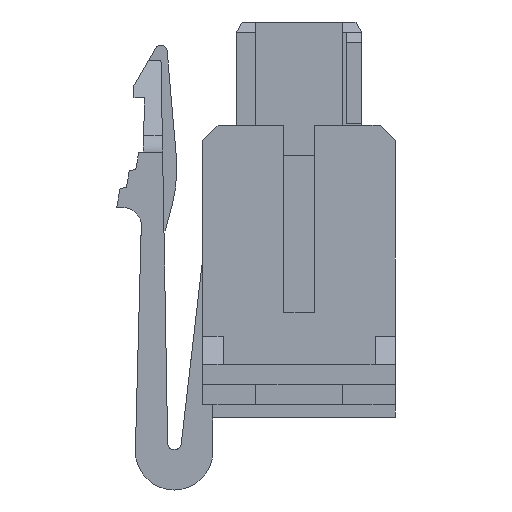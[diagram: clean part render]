
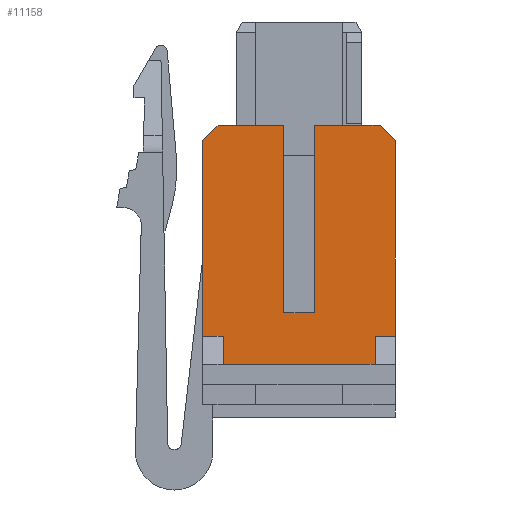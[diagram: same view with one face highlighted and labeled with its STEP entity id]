
A CAD part, left-side view. The second image highlights one B-rep face of the part: STEP entity #11158.
In plain terms, the highlighted planar face has unit normal (-1, 0, 0).
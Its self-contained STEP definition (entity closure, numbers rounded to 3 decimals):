
#146=PLANE('',#11590);
#583=LINE('',#14338,#1794);
#676=LINE('',#14524,#1887);
#809=LINE('',#14792,#2020);
#816=LINE('',#14805,#2027);
#1087=LINE('',#15306,#2298);
#1088=LINE('',#15307,#2299);
#1089=LINE('',#15309,#2300);
#1090=LINE('',#15311,#2301);
#1091=LINE('',#15312,#2302);
#1092=LINE('',#15313,#2303);
#1093=LINE('',#15315,#2304);
#1094=LINE('',#15317,#2305);
#1095=LINE('',#15319,#2306);
#1096=LINE('',#15321,#2307);
#1794=VECTOR('',#12151,1000.);
#1887=VECTOR('',#12252,1000.);
#2020=VECTOR('',#12411,1000.);
#2027=VECTOR('',#12420,1000.);
#2298=VECTOR('',#12837,1000.);
#2299=VECTOR('',#12838,1000.);
#2300=VECTOR('',#12839,1000.);
#2301=VECTOR('',#12840,1000.);
#2302=VECTOR('',#12841,1000.);
#2303=VECTOR('',#12842,1000.);
#2304=VECTOR('',#12843,1000.);
#2305=VECTOR('',#12844,1000.);
#2306=VECTOR('',#12845,1000.);
#2307=VECTOR('',#12846,1000.);
#3728=ORIENTED_EDGE('',*,*,#5610,.F.);
#3729=ORIENTED_EDGE('',*,*,#6021,.T.);
#3730=ORIENTED_EDGE('',*,*,#5743,.F.);
#3731=ORIENTED_EDGE('',*,*,#6022,.T.);
#3732=ORIENTED_EDGE('',*,*,#6023,.T.);
#3733=ORIENTED_EDGE('',*,*,#6024,.F.);
#3734=ORIENTED_EDGE('',*,*,#5750,.F.);
#3735=ORIENTED_EDGE('',*,*,#6025,.T.);
#3736=ORIENTED_EDGE('',*,*,#5517,.F.);
#3737=ORIENTED_EDGE('',*,*,#6026,.T.);
#3738=ORIENTED_EDGE('',*,*,#6027,.T.);
#3739=ORIENTED_EDGE('',*,*,#6028,.T.);
#3740=ORIENTED_EDGE('',*,*,#6029,.F.);
#3741=ORIENTED_EDGE('',*,*,#6030,.T.);
#5517=EDGE_CURVE('',#6733,#6734,#583,.T.);
#5610=EDGE_CURVE('',#6822,#6823,#676,.T.);
#5743=EDGE_CURVE('',#6945,#6946,#809,.T.);
#5750=EDGE_CURVE('',#6949,#6950,#816,.T.);
#6021=EDGE_CURVE('',#6822,#6946,#1087,.T.);
#6022=EDGE_CURVE('',#6945,#7107,#1088,.T.);
#6023=EDGE_CURVE('',#7107,#7108,#1089,.T.);
#6024=EDGE_CURVE('',#6950,#7108,#1090,.T.);
#6025=EDGE_CURVE('',#6949,#6734,#1091,.T.);
#6026=EDGE_CURVE('',#6733,#7109,#1092,.T.);
#6027=EDGE_CURVE('',#7109,#7110,#1093,.T.);
#6028=EDGE_CURVE('',#7110,#7111,#1094,.T.);
#6029=EDGE_CURVE('',#7112,#7111,#1095,.T.);
#6030=EDGE_CURVE('',#7112,#6823,#1096,.T.);
#6733=VERTEX_POINT('',#14337);
#6734=VERTEX_POINT('',#14339);
#6822=VERTEX_POINT('',#14523);
#6823=VERTEX_POINT('',#14525);
#6945=VERTEX_POINT('',#14793);
#6946=VERTEX_POINT('',#14794);
#6949=VERTEX_POINT('',#14804);
#6950=VERTEX_POINT('',#14806);
#7107=VERTEX_POINT('',#15308);
#7108=VERTEX_POINT('',#15310);
#7109=VERTEX_POINT('',#15314);
#7110=VERTEX_POINT('',#15316);
#7111=VERTEX_POINT('',#15318);
#7112=VERTEX_POINT('',#15320);
#7527=EDGE_LOOP('',(#3728,#3729,#3730,#3731,#3732,#3733,#3734,#3735,#3736,
#3737,#3738,#3739,#3740,#3741));
#7938=FACE_BOUND('',#7527,.T.);
#11158=ADVANCED_FACE('',(#7938),#146,.T.);
#11590=AXIS2_PLACEMENT_3D('',#15305,#12835,#12836);
#12151=DIRECTION('',(0.,0.,1.));
#12252=DIRECTION('',(0.,0.,-1.));
#12411=DIRECTION('',(0.,-1.,0.));
#12420=DIRECTION('',(0.,-1.,0.));
#12835=DIRECTION('',(-1.,0.,0.));
#12836=DIRECTION('',(0.,0.,1.));
#12837=DIRECTION('',(0.,0.707,0.707));
#12838=DIRECTION('',(0.,0.,-1.));
#12839=DIRECTION('',(0.,1.,0.));
#12840=DIRECTION('',(0.,0.,-1.));
#12841=DIRECTION('',(0.,0.707,-0.707));
#12842=DIRECTION('',(0.,-1.,0.));
#12843=DIRECTION('',(0.,0.,-1.));
#12844=DIRECTION('',(0.,-1.,0.));
#12845=DIRECTION('',(0.,0.,-1.));
#12846=DIRECTION('',(0.,-1.,0.));
#14337=CARTESIAN_POINT('',(-9.625,4.75,-15.514));
#14338=CARTESIAN_POINT('',(-9.625,4.75,-19.5));
#14339=CARTESIAN_POINT('',(-9.625,4.75,-5.85));
#14523=CARTESIAN_POINT('',(-9.625,-4.75,-5.85));
#14524=CARTESIAN_POINT('',(-9.625,-4.75,-19.5));
#14525=CARTESIAN_POINT('',(-9.625,-4.75,-15.514));
#14792=CARTESIAN_POINT('',(-9.625,10.,-5.1));
#14793=CARTESIAN_POINT('',(-9.625,-0.75,-5.1));
#14794=CARTESIAN_POINT('',(-9.625,-4.,-5.1));
#14804=CARTESIAN_POINT('',(-9.625,4.,-5.1));
#14805=CARTESIAN_POINT('',(-9.625,10.,-5.1));
#14806=CARTESIAN_POINT('',(-9.625,0.75,-5.1));
#15305=CARTESIAN_POINT('',(-9.625,10.,-5.1));
#15306=CARTESIAN_POINT('',(-9.625,3.,1.9));
#15307=CARTESIAN_POINT('',(-9.625,-0.75,-5.1));
#15308=CARTESIAN_POINT('',(-9.625,-0.75,-14.35));
#15309=CARTESIAN_POINT('',(-9.625,10.,-14.35));
#15310=CARTESIAN_POINT('',(-9.625,0.75,-14.35));
#15311=CARTESIAN_POINT('',(-9.625,0.75,-5.1));
#15312=CARTESIAN_POINT('',(-9.625,7.,-8.1));
#15313=CARTESIAN_POINT('',(-9.625,10.,-15.514));
#15314=CARTESIAN_POINT('',(-9.625,3.75,-15.514));
#15315=CARTESIAN_POINT('',(-9.625,3.75,-5.1));
#15316=CARTESIAN_POINT('',(-9.625,3.75,-16.9));
#15317=CARTESIAN_POINT('',(-9.625,3.75,-16.9));
#15318=CARTESIAN_POINT('',(-9.625,-3.75,-16.9));
#15319=CARTESIAN_POINT('',(-9.625,-3.75,-5.1));
#15320=CARTESIAN_POINT('',(-9.625,-3.75,-15.514));
#15321=CARTESIAN_POINT('',(-9.625,10.,-15.514));
